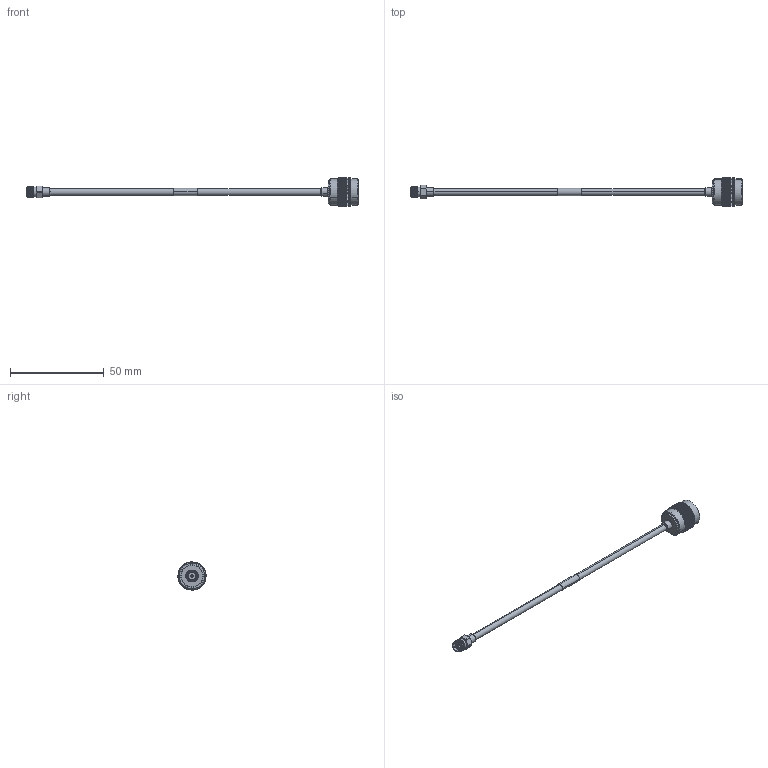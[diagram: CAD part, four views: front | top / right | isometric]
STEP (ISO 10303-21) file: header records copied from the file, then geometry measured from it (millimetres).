
FILE_DESCRIPTION (( 'STEP AP214' ), '1' );
FILE_NAME ('LCCA30430.step', '2020-05-01T19:45:24', ( '' ), ( '' ), 'SwSTEP 2.0', 'SolidWorks 2018', '' );
FILE_SCHEMA (( 'AUTOMOTIVE_DESIGN' ));
Length unit declared in the file: inch
Products named in the file (7): 1AW01-003_.152 ID; solder plug right^LCCA30430; LCCN3059; LC141TB (141 FORMABLE); solder plug left^LCCA30430; LCCN3047; LCCA30430
Assembly tree (6 placements, depth 2):
  LCCA30430
    LC141TB (141 FORMABLE)
    LCCN3047
    solder plug left^LCCA30430
    1AW01-003_.152 ID
    LCCN3059
    solder plug right^LCCA30430
Bounding box: 177.2 x 14.99 x 14.99 mm (x, y, z)
Volume: 3512 mm3; surface area: 4584.3 mm2
Topology: 7 solids, 7 shells, 2255 faces, 4825 edges, 2596 vertices
Faces by surface type: bspline 1686, cylinder 454, plane 57, cone 46, torus 8, sphere 4
Entity records: 90757 total; most frequent: CARTESIAN_POINT 60154, ORIENTED_EDGE 9650, EDGE_CURVE 4825, VERTEX_POINT 2596, EDGE_LOOP 2275, ADVANCED_FACE 2255, FACE_OUTER_BOUND 2255, B_SPLINE_CURVE_WITH_KNOTS 2101
